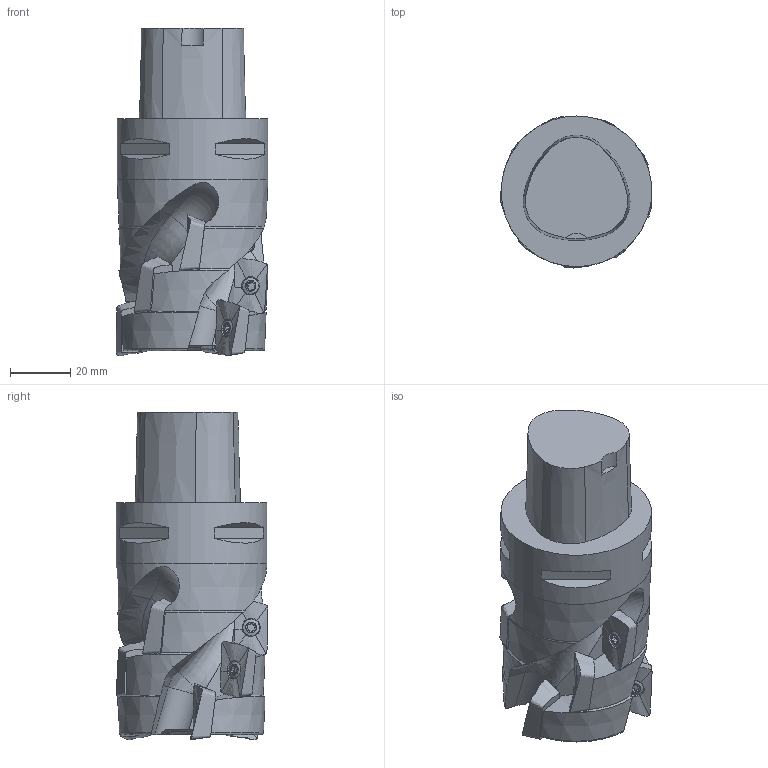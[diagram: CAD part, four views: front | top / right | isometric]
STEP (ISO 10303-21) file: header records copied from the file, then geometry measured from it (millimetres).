
FILE_DESCRIPTION(/* description */ (''),/* implementation_level */ '2;1');
FILE_NAME(/* name */ '1588665973992.stp',/* time_stamp */ '2020-05-05T13:36:56+05:00',/* author */ (''),/* organization */ ('SMS'),/* preprocessor_version */ 'ST-DEVELOPER v16.7',/* originating_system */ 'SIEMENS PLM Software NX 12.0',/* authorisation */ '');
FILE_SCHEMA (('AUTOMOTIVE_DESIGN { 1 0 10303 214 3 1 1 1 }'));
Length unit declared in the file: millimetre
Products named in the file (4): ASSEMBLY_CONSTRUCTION; 202613866mod000_01; 202983489mod000_00; 202983522mod000_00
Assembly tree (11 placements, depth 2):
  202983522mod000_00
    202983489mod000_00
    202613866mod000_01  x9
    ASSEMBLY_CONSTRUCTION
Bounding box: 50.42 x 50.38 x 108.56 mm (x, y, z)
Volume: 143482.2 mm3; surface area: 27738.4 mm2
Topology: 10 solids, 10 shells, 400 faces, 1059 edges, 734 vertices
Faces by surface type: extrusion 108, bspline 87, plane 67, cone 55, torus 45, cylinder 32, revolution 6
Full cylindrical faces by diameter (mm): 3.5 x9, 4.15 x9, 5.5 x9, 50 x1
Entity records: 28929 total; most frequent: CARTESIAN_POINT 20970, DIRECTION 1630, ORIENTED_EDGE 1520, EDGE_CURVE 760, AXIS2_PLACEMENT_3D 687, VERTEX_POINT 544, EDGE_LOOP 406, ELLIPSE 356
